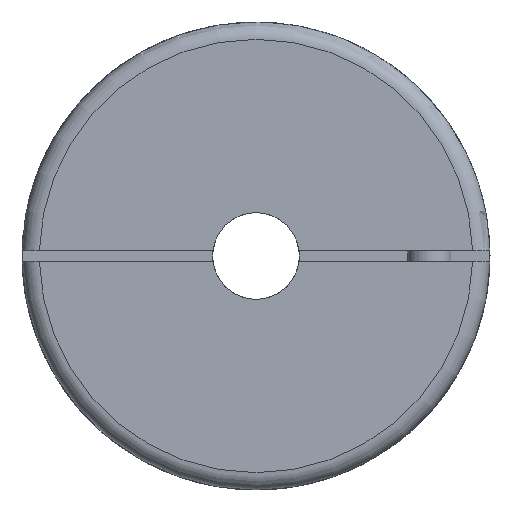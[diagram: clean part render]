
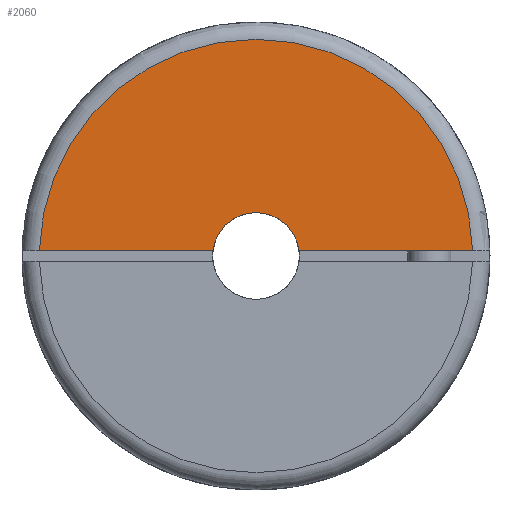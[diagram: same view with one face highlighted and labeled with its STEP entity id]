
A CAD part, left-side view. The second image highlights one B-rep face of the part: STEP entity #2060.
In plain terms, the highlighted planar face has unit normal (-1, 0, 0).
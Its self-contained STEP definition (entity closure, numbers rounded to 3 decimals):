
#67=PLANE('',#2245);
#165=CIRCLE('',#2240,12.5);
#168=CIRCLE('',#2244,2.5);
#238=LINE('',#3220,#408);
#239=LINE('',#3221,#409);
#408=VECTOR('',#2514,1000.);
#409=VECTOR('',#2515,1000.);
#613=ORIENTED_EDGE('',*,*,#1187,.F.);
#614=ORIENTED_EDGE('',*,*,#1194,.T.);
#615=ORIENTED_EDGE('',*,*,#1192,.T.);
#616=ORIENTED_EDGE('',*,*,#1195,.T.);
#1187=EDGE_CURVE('',#1475,#1476,#165,.T.);
#1192=EDGE_CURVE('',#1481,#1480,#168,.T.);
#1194=EDGE_CURVE('',#1475,#1481,#238,.T.);
#1195=EDGE_CURVE('',#1480,#1476,#239,.T.);
#1475=VERTEX_POINT('',#3200);
#1476=VERTEX_POINT('',#3202);
#1480=VERTEX_POINT('',#3215);
#1481=VERTEX_POINT('',#3217);
#1695=EDGE_LOOP('',(#613,#614,#615,#616));
#1863=FACE_BOUND('',#1695,.T.);
#2060=ADVANCED_FACE('',(#1863),#67,.T.);
#2240=AXIS2_PLACEMENT_3D('',#3201,#2500,#2501);
#2244=AXIS2_PLACEMENT_3D('',#3216,#2509,#2510);
#2245=AXIS2_PLACEMENT_3D('',#3219,#2512,#2513);
#2500=DIRECTION('',(1.,0.,0.));
#2501=DIRECTION('',(0.,0.,-1.));
#2509=DIRECTION('',(1.,0.,0.));
#2510=DIRECTION('',(0.,0.,-1.));
#2512=DIRECTION('',(-1.,0.,0.));
#2513=DIRECTION('',(0.,0.,1.));
#2514=DIRECTION('',(0.,-1.,0.));
#2515=DIRECTION('',(0.,-1.,0.));
#3200=CARTESIAN_POINT('',(0.,12.496,0.3));
#3201=CARTESIAN_POINT('',(0.,0.,0.));
#3202=CARTESIAN_POINT('',(0.,-12.496,0.3));
#3215=CARTESIAN_POINT('',(0.,-2.482,0.3));
#3216=CARTESIAN_POINT('',(0.,0.,0.));
#3217=CARTESIAN_POINT('',(0.,2.482,0.3));
#3219=CARTESIAN_POINT('',(0.,12.5,0.));
#3220=CARTESIAN_POINT('',(0.,13.5,0.3));
#3221=CARTESIAN_POINT('',(0.,13.5,0.3));
